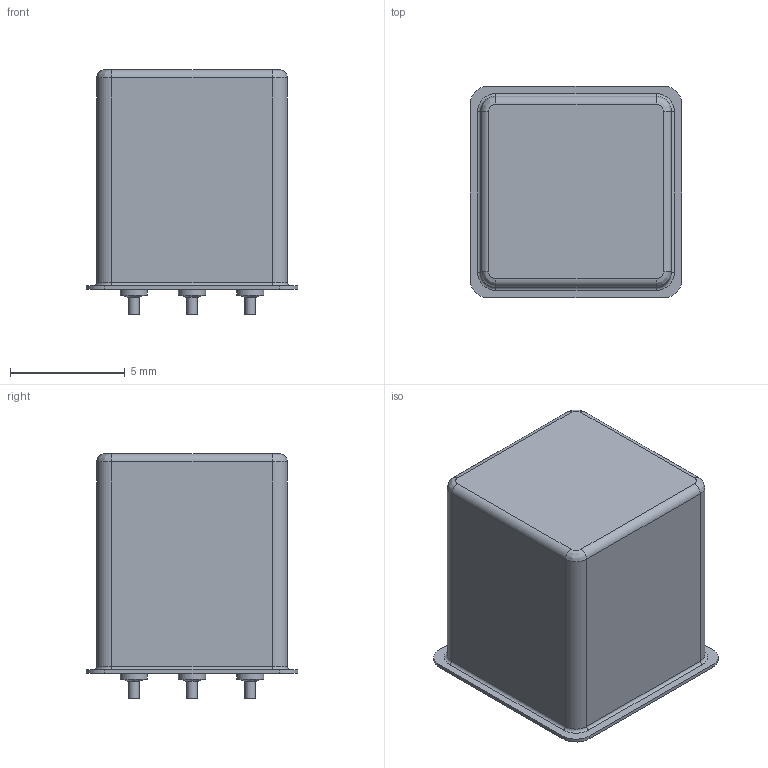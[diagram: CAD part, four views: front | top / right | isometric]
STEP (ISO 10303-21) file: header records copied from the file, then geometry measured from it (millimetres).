
FILE_DESCRIPTION(/* description */ (''),/* implementation_level */ '2;1');
FILE_NAME(/* name */ 'GRF103_RELAY.stp',/* time_stamp */ '2018-08-14T20:03:20-07:00',/* author */ (''),/* organization */ (''),/* preprocessor_version */ 'ST-DEVELOPER v11',/* originating_system */ 'UGS - NX 5.0',/* authorisation */ '');
FILE_SCHEMA (('CONFIG_CONTROL_DESIGN'));
Length unit declared in the file: inch
Products named in the file (6): 400-155-1-4_Glass Preform; 400-163-3-2_Trimmed_Lead_GRF; 103-110-58_Cover; 114-103-108_Header Seal Assembly; 100-105-134_Header Assembly; GRF103
Assembly tree (19 placements, depth 4):
  GRF103
    100-105-134_Header Assembly
      114-103-108_Header Seal Assembly
        400-163-3-2_Trimmed_Lead_GRF  x8
        400-155-1-4_Glass Preform  x8
    103-110-58_Cover
Bounding box: 9.25 x 9.25 x 10.67 mm (x, y, z)
Volume: 74.9 mm3; surface area: 896.9 mm2
Topology: 17 solids, 17 shells, 132 faces, 288 edges, 176 vertices
Faces by surface type: cylinder 52, plane 32, torus 28, bspline 20
Full cylindrical faces by diameter (mm): 0.457 x16, 1.194 x8
Entity records: 3055 total; most frequent: CARTESIAN_POINT 435, DIRECTION 390, ORIENTED_EDGE 288, AXIS2_PLACEMENT_3D 163, EDGE_CURVE 144, VERTEX_POINT 88, PERSON_AND_ORGANIZATION 80, ORGANIZATION 80
